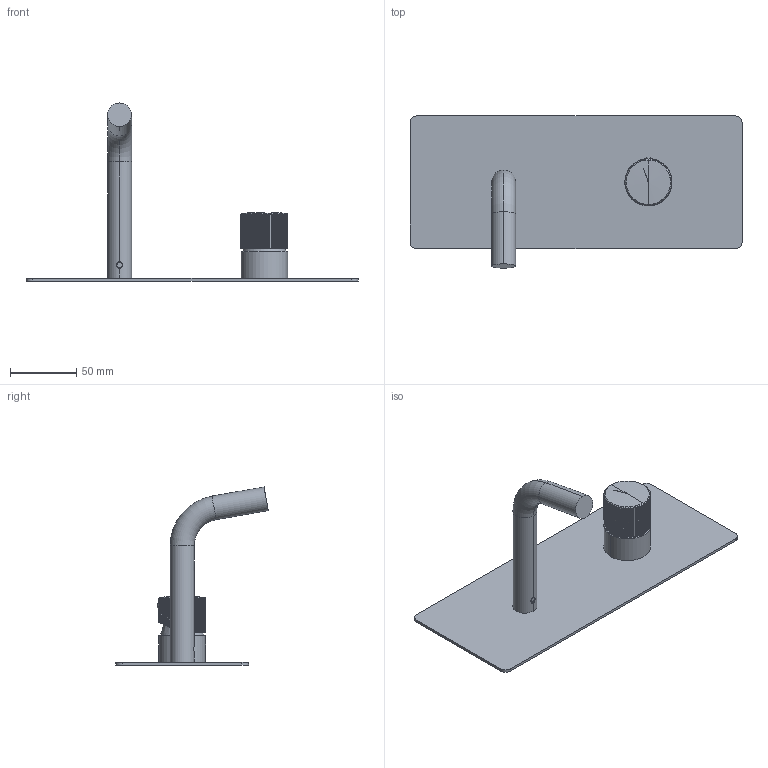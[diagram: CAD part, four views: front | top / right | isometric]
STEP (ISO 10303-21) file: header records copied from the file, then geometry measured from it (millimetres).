
FILE_DESCRIPTION((''),'2;1');
FILE_NAME('JO104CR','2021-02-09T09:38:09',('ut3'),('PAFFONI SpA'),'CREO PARAMETRIC BY PTC INC, 2020044','CREO PARAMETRIC BY PTC INC, 2020044','');
FILE_SCHEMA(('CONFIG_CONTROL_DESIGN','SHAPE_APPEARANCE_LAYERS_GROUPS'));
Length unit declared in the file: millimetre
Products named in the file (1): JO104CR
Bounding box: 250 x 114.78 x 134.08 mm (x, y, z)
Volume: 134145.2 mm3; surface area: 70796.8 mm2
Topology: 1 solids, 1 shells, 290 faces, 829 edges, 539 vertices
Faces by surface type: plane 174, cylinder 94, cone 15, bspline 3, torus 2, sphere 2
Entity records: 12449 total; most frequent: CARTESIAN_POINT 3121, ORIENTED_EDGE 1650, DIRECTION 1328, EDGE_CURVE 825, VERTEX_POINT 539, VECTOR 450, LINE 450, AXIS2_PLACEMENT_3D 439
